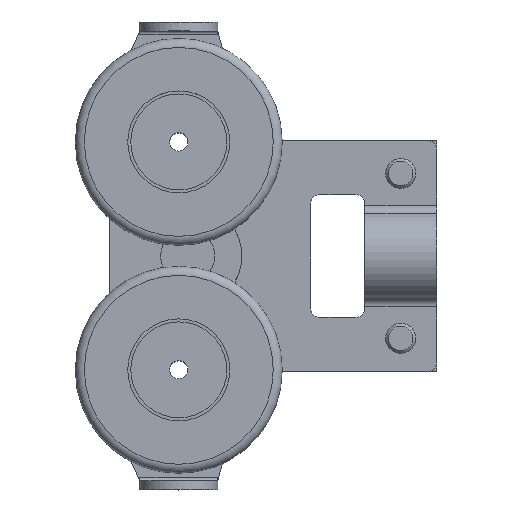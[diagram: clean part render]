
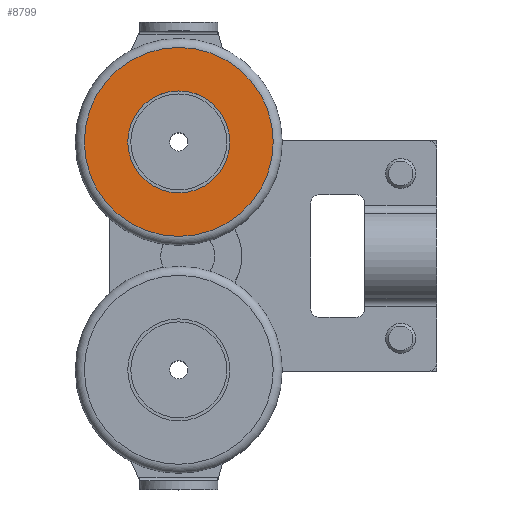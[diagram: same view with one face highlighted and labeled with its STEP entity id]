
A CAD part, top view. The second image highlights one B-rep face of the part: STEP entity #8799.
In plain terms, the highlighted planar face has unit normal (0, 0, 1).
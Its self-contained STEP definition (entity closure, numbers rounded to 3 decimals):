
#1737=PLANE('',#9350);
#1971=FACE_BOUND('',#2672,.T.);
#2143=FACE_OUTER_BOUND('',#2671,.T.);
#2671=EDGE_LOOP('',(#5725));
#2672=EDGE_LOOP('',(#5726));
#3322=CIRCLE('',#9349,17.);
#3323=CIRCLE('',#9351,31.5);
#3596=VERTEX_POINT('',#12163);
#3597=VERTEX_POINT('',#12166);
#4478=EDGE_CURVE('',#3596,#3596,#3322,.T.);
#4479=EDGE_CURVE('',#3597,#3597,#3323,.T.);
#5725=ORIENTED_EDGE('',*,*,#4479,.F.);
#5726=ORIENTED_EDGE('',*,*,#4478,.T.);
#8799=ADVANCED_FACE('',(#2143,#1971),#1737,.T.);
#9349=AXIS2_PLACEMENT_3D('',#12164,#10136,#10137);
#9350=AXIS2_PLACEMENT_3D('',#12165,#10138,#10139);
#9351=AXIS2_PLACEMENT_3D('',#12167,#10140,#10141);
#10136=DIRECTION('center_axis',(0.,0.,
-1.));
#10137=DIRECTION('ref_axis',(0.,1.,0.));
#10138=DIRECTION('center_axis',(0.,0.,
1.));
#10139=DIRECTION('ref_axis',(1.,0.,0.));
#10140=DIRECTION('center_axis',(0.,0.,
-1.));
#10141=DIRECTION('ref_axis',(0.,1.,0.));
#12163=CARTESIAN_POINT('',(-15.,55.,27.));
#12164=CARTESIAN_POINT('Origin',(-15.,38.,27.));
#12165=CARTESIAN_POINT('Origin',(-15.,62.25,27.));
#12166=CARTESIAN_POINT('',(-15.,69.5,27.));
#12167=CARTESIAN_POINT('Origin',(-15.,38.,27.));
